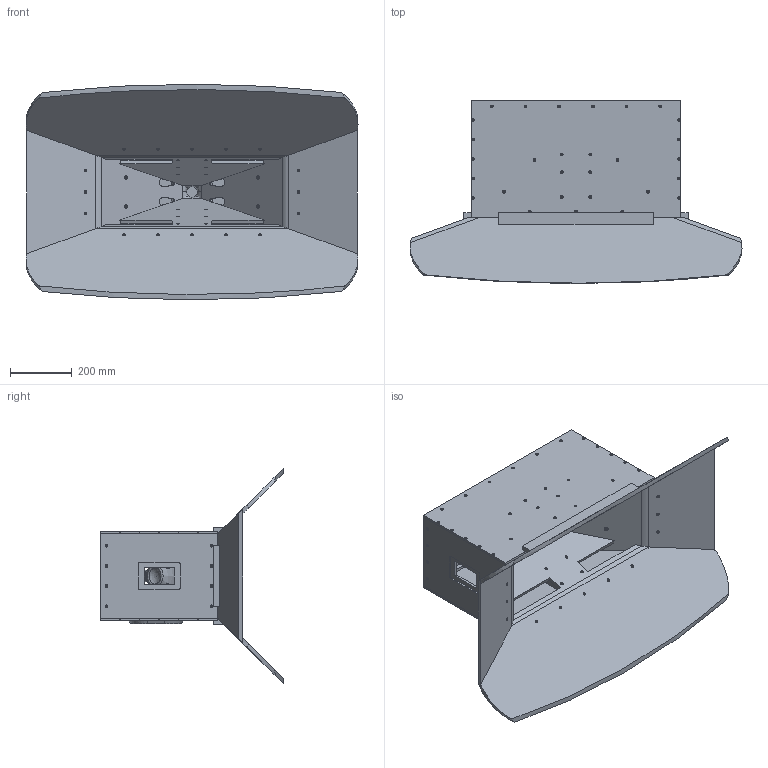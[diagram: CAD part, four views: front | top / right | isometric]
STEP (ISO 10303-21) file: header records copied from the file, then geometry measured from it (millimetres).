
FILE_DESCRIPTION(('FreeCAD Model'),'2;1');
FILE_NAME('Open CASCADE Shape Model','2025-09-02T02:39:31',(''),(''), 'Open CASCADE STEP processor 7.9','FreeCAD','Unknown');
FILE_SCHEMA(('AUTOMOTIVE_DESIGN { 1 0 10303 214 1 1 1 1 }'));
Length unit declared in the file: millimetre
Products named in the file (21): Assembly; Rear panel; Top panel; Bottom panel; Pole mount spacer; Primary horn vertical baffle support; Side panel; Rear panel vertical batton; Grill frame (vertical); Secondary horn (vertical baffle); Secondary horn (horizontal attachment); Secondary horn (vertical attachment); Grill frame (horizontal); Secondary horn (horizontal baffle); Primary horn horizontal baffle; Throat adapter plate; Primary horn vertical baffle spacer; Primary horn horizontal side spacer; Rear panel horizontal batton (connector); Primary horn vertical baffle; Phase plug
Assembly tree (36 placements, depth 2):
  Assembly
    Rear panel
    Top panel
    Bottom panel
    Pole mount spacer
    Primary horn vertical baffle support  x4
    Side panel  x2
    Rear panel vertical batton  x2
    Grill frame (vertical)  x2
    Secondary horn (vertical baffle)  x2
    Secondary horn (horizontal attachment)  x2
    Secondary horn (vertical attachment)  x2
    Grill frame (horizontal)  x2
    Secondary horn (horizontal baffle)  x2
    Primary horn horizontal baffle  x2
    Throat adapter plate
    Primary horn vertical baffle spacer  x2
    Primary horn horizontal side spacer  x2
    Rear panel horizontal batton (connector)
    Primary horn vertical baffle  x2
    Phase plug  x2
Bounding box: 1077.64 x 593.55 x 699.37 mm (x, y, z)
Volume: 25250119.6 mm3; surface area: 4958853.4 mm2
Topology: 36 solids, 36 shells, 994 faces, 2669 edges, 1761 vertices
Faces by surface type: plane 439, cylinder 282, cone 165, bspline 108
Full cylindrical faces by diameter (mm): 3.2 x2, 4 x161, 5 x4, 5.5 x16, 6.4 x4, 6.5 x6, 12.5 x16, 14 x10, 24 x1, 232 x2
Entity records: 41024 total; most frequent: CARTESIAN_POINT 23125, ORIENTED_EDGE 3782, DIRECTION 3191, EDGE_CURVE 1891, AXIS2_PLACEMENT_3D 1251, VERTEX_POINT 1250, FACE_BOUND 991, EDGE_LOOP 991
